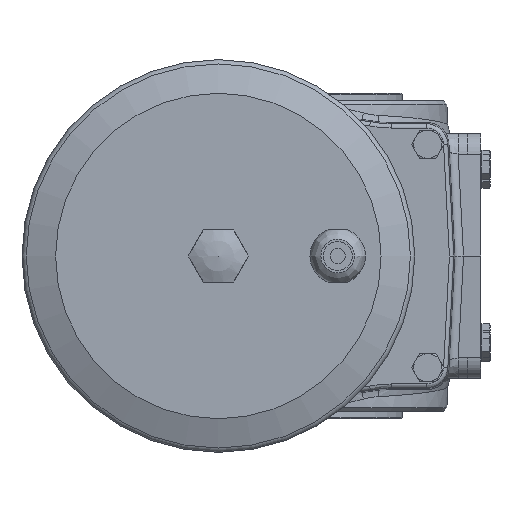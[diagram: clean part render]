
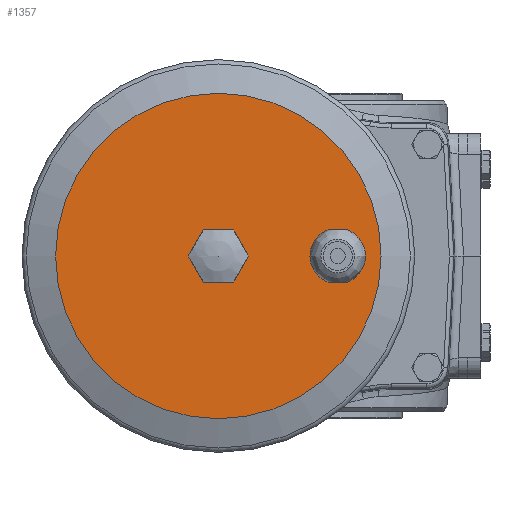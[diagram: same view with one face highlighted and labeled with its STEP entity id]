
A CAD part, left-side view. The second image highlights one B-rep face of the part: STEP entity #1357.
In plain terms, the highlighted planar face has unit normal (-1, 0, 0).
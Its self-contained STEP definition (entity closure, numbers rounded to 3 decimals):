
#1357 = ADVANCED_FACE( '', ( #3291, #3292, #3293 ), #3294, .T. );
#3291 = FACE_BOUND( '', #7829, .T. );
#3292 = FACE_OUTER_BOUND( '', #7830, .T. );
#3293 = FACE_BOUND( '', #7831, .T. );
#3294 = PLANE( '', #7832 );
#7829 = EDGE_LOOP( '', ( #14311, #14312, #14313, #14314 ) );
#7830 = EDGE_LOOP( '', ( #14315 ) );
#7831 = EDGE_LOOP( '', ( #14316, #14317, #14318, #14319, #14320, #14321 ) );
#7832 = AXIS2_PLACEMENT_3D( '', #14322, #14323, #14324 );
#14311 = ORIENTED_EDGE( '', *, *, #19150, .F. );
#14312 = ORIENTED_EDGE( '', *, *, #19151, .F. );
#14313 = ORIENTED_EDGE( '', *, *, #19152, .F. );
#14314 = ORIENTED_EDGE( '', *, *, #18487, .T. );
#14315 = ORIENTED_EDGE( '', *, *, #18909, .T. );
#14316 = ORIENTED_EDGE( '', *, *, #18333, .T. );
#14317 = ORIENTED_EDGE( '', *, *, #18512, .T. );
#14318 = ORIENTED_EDGE( '', *, *, #18396, .T. );
#14319 = ORIENTED_EDGE( '', *, *, #19153, .T. );
#14320 = ORIENTED_EDGE( '', *, *, #18097, .T. );
#14321 = ORIENTED_EDGE( '', *, *, #18592, .T. );
#14322 = CARTESIAN_POINT( '', ( -577., -45., 0. ) );
#14323 = DIRECTION( '', ( -1., 0., 0. ) );
#14324 = DIRECTION( '', ( 0., -1., 0. ) );
#18097 = EDGE_CURVE( '', #20438, #20442, #20444, .T. );
#18333 = EDGE_CURVE( '', #20843, #20847, #20849, .T. );
#18396 = EDGE_CURVE( '', #20943, #20947, #20949, .T. );
#18487 = EDGE_CURVE( '', #21107, #21105, #21108, .T. );
#18512 = EDGE_CURVE( '', #20847, #20943, #21144, .T. );
#18592 = EDGE_CURVE( '', #20442, #20843, #21268, .T. );
#18909 = EDGE_CURVE( '', #21770, #21770, #21771, .T. );
#19150 = EDGE_CURVE( '', #22135, #21105, #22136, .T. );
#19151 = EDGE_CURVE( '', #22137, #22135, #22138, .T. );
#19152 = EDGE_CURVE( '', #21107, #22137, #22139, .T. );
#19153 = EDGE_CURVE( '', #20947, #20438, #22140, .T. );
#20438 = VERTEX_POINT( '', #23787 );
#20442 = VERTEX_POINT( '', #23792 );
#20444 = LINE( '', #23795, #23796 );
#20843 = VERTEX_POINT( '', #24581 );
#20847 = VERTEX_POINT( '', #24586 );
#20849 = LINE( '', #24589, #24590 );
#20943 = VERTEX_POINT( '', #24740 );
#20947 = VERTEX_POINT( '', #24745 );
#20949 = LINE( '', #24748, #24749 );
#21105 = VERTEX_POINT( '', #24999 );
#21107 = VERTEX_POINT( '', #25002 );
#21108 = LINE( '', #25003, #25004 );
#21144 = LINE( '', #25070, #25071 );
#21268 = LINE( '', #25337, #25338 );
#21770 = VERTEX_POINT( '', #26481 );
#21771 = CIRCLE( '', #26482, 75. );
#22135 = VERTEX_POINT( '', #27213 );
#22136 = CIRCLE( '', #27214, 12.8 );
#22137 = VERTEX_POINT( '', #27215 );
#22138 = LINE( '', #27216, #27217 );
#22139 = CIRCLE( '', #27218, 12.8 );
#22140 = LINE( '', #27219, #27220 );
#23787 = CARTESIAN_POINT( '', ( -577., 16.144, 0. ) );
#23792 = CARTESIAN_POINT( '', ( -577., 23.072, -12. ) );
#23795 = CARTESIAN_POINT( '', ( -577., 16.144, 0. ) );
#23796 = VECTOR( '', #30002, 1000. );
#24581 = CARTESIAN_POINT( '', ( -577., 36.928, -12. ) );
#24586 = CARTESIAN_POINT( '', ( -577., 43.856, 0. ) );
#24589 = CARTESIAN_POINT( '', ( -577., 36.928, -12. ) );
#24590 = VECTOR( '', #30323, 1000. );
#24740 = CARTESIAN_POINT( '', ( -577., 36.928, 12. ) );
#24745 = CARTESIAN_POINT( '', ( -577., 23.072, 12. ) );
#24748 = CARTESIAN_POINT( '', ( -577., 36.928, 12. ) );
#24749 = VECTOR( '', #30418, 1000. );
#24999 = CARTESIAN_POINT( '', ( -577., -20.546, -12. ) );
#25002 = CARTESIAN_POINT( '', ( -577., -29.454, -12. ) );
#25003 = CARTESIAN_POINT( '', ( -577., -29.454, -12. ) );
#25004 = VECTOR( '', #30536, 1000. );
#25070 = CARTESIAN_POINT( '', ( -577., 43.856, 0. ) );
#25071 = VECTOR( '', #30557, 1000. );
#25337 = CARTESIAN_POINT( '', ( -577., 23.072, -12. ) );
#25338 = VECTOR( '', #30682, 1000. );
#26481 = CARTESIAN_POINT( '', ( -577., -45., 0. ) );
#26482 = AXIS2_PLACEMENT_3D( '', #31037, #31038, #31039 );
#27213 = CARTESIAN_POINT( '', ( -577., -20.546, 12. ) );
#27214 = AXIS2_PLACEMENT_3D( '', #31314, #31315, #31316 );
#27215 = CARTESIAN_POINT( '', ( -577., -29.454, 12. ) );
#27216 = CARTESIAN_POINT( '', ( -577., -29.454, 12. ) );
#27217 = VECTOR( '', #31317, 1000. );
#27218 = AXIS2_PLACEMENT_3D( '', #31318, #31319, #31320 );
#27219 = CARTESIAN_POINT( '', ( -577., 23.072, 12. ) );
#27220 = VECTOR( '', #31321, 1000. );
#30002 = DIRECTION( '', ( 0., 0.5, -0.866 ) );
#30323 = DIRECTION( '', ( 0., 0.5, 0.866 ) );
#30418 = DIRECTION( '', ( 0., -1., 0. ) );
#30536 = DIRECTION( '', ( 0., 1., 0. ) );
#30557 = DIRECTION( '', ( 0., -0.5, 0.866 ) );
#30682 = DIRECTION( '', ( 0., 1., 0. ) );
#31037 = CARTESIAN_POINT( '', ( -577., 30., 0. ) );
#31038 = DIRECTION( '', ( -1., 0., 0. ) );
#31039 = DIRECTION( '', ( 0., -1., 0. ) );
#31314 = CARTESIAN_POINT( '', ( -577., -25., 0. ) );
#31315 = DIRECTION( '', ( -1., 0., 0. ) );
#31316 = DIRECTION( '', ( 0., -1., 0. ) );
#31317 = DIRECTION( '', ( 0., 1., 0. ) );
#31318 = CARTESIAN_POINT( '', ( -577., -25., 0. ) );
#31319 = DIRECTION( '', ( -1., 0., 0. ) );
#31320 = DIRECTION( '', ( 0., -1., 0. ) );
#31321 = DIRECTION( '', ( 0., -0.5, -0.866 ) );
